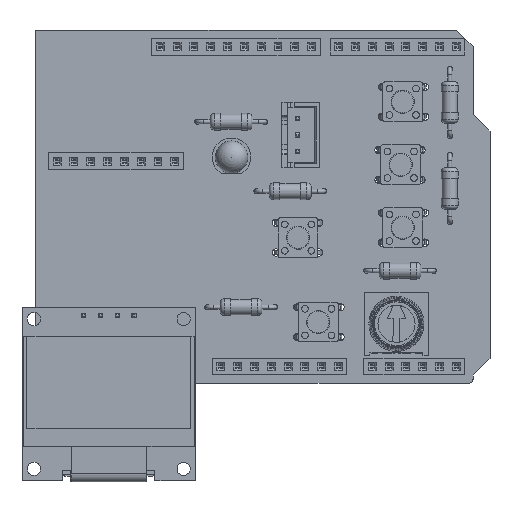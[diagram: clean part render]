
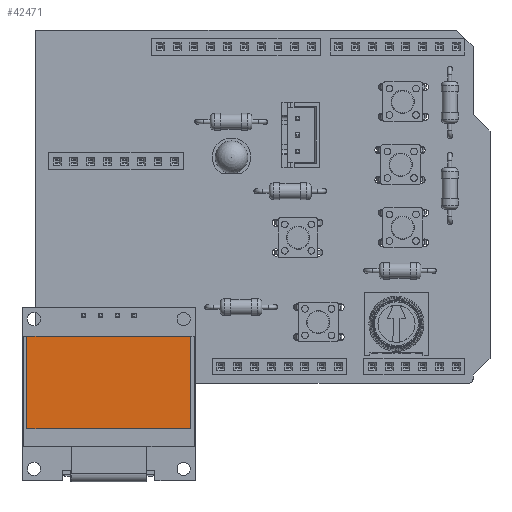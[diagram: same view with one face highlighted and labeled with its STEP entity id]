
A CAD part, top view. The second image highlights one B-rep face of the part: STEP entity #42471.
In plain terms, the highlighted face is planar.
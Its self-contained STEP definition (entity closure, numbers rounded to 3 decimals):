
#42398 = VERTEX_POINT('',#42399);
#42399 = CARTESIAN_POINT('',(7.902,12.321,
    0.));
#42405 = EDGE_CURVE('',#42406,#42398,#42408,.T.);
#42406 = VERTEX_POINT('',#42407);
#42407 = CARTESIAN_POINT('',(-6.098,12.321,
    0.));
#42408 = LINE('',#42409,#42410);
#42409 = CARTESIAN_POINT('',(-6.098,12.321,
    0.));
#42410 = VECTOR('',#42411,1.);
#42411 = DIRECTION('',(1.,0.,0.));
#42429 = VERTEX_POINT('',#42430);
#42430 = CARTESIAN_POINT('',(7.902,-12.379,
    0.));
#42436 = EDGE_CURVE('',#42398,#42429,#42437,.T.);
#42437 = LINE('',#42438,#42439);
#42438 = CARTESIAN_POINT('',(7.902,12.321,
    0.));
#42439 = VECTOR('',#42440,1.);
#42440 = DIRECTION('',(0.,-1.,0.));
#42453 = VERTEX_POINT('',#42454);
#42454 = CARTESIAN_POINT('',(-6.098,-12.379,
    0.));
#42460 = EDGE_CURVE('',#42429,#42453,#42461,.T.);
#42461 = LINE('',#42462,#42463);
#42462 = CARTESIAN_POINT('',(7.902,-12.379,
    0.));
#42463 = VECTOR('',#42464,1.);
#42464 = DIRECTION('',(-1.,0.,0.));
#42471 = ADVANCED_FACE('',(#42472),#42483,.T.);
#42472 = FACE_BOUND('',#42473,.T.);
#42473 = EDGE_LOOP('',(#42474,#42475,#42476,#42477));
#42474 = ORIENTED_EDGE('',*,*,#42405,.T.);
#42475 = ORIENTED_EDGE('',*,*,#42436,.T.);
#42476 = ORIENTED_EDGE('',*,*,#42460,.T.);
#42477 = ORIENTED_EDGE('',*,*,#42478,.T.);
#42478 = EDGE_CURVE('',#42453,#42406,#42479,.T.);
#42479 = LINE('',#42480,#42481);
#42480 = CARTESIAN_POINT('',(-6.098,-12.379,
    0.));
#42481 = VECTOR('',#42482,1.);
#42482 = DIRECTION('',(0.,1.,-0.));
#42483 = PLANE('',#42484);
#42484 = AXIS2_PLACEMENT_3D('',#42485,#42486,#42487);
#42485 = CARTESIAN_POINT('',(7.902,12.321,
    0.));
#42486 = DIRECTION('',(0.,0.,-1.));
#42487 = DIRECTION('',(0.,-1.,0.));
